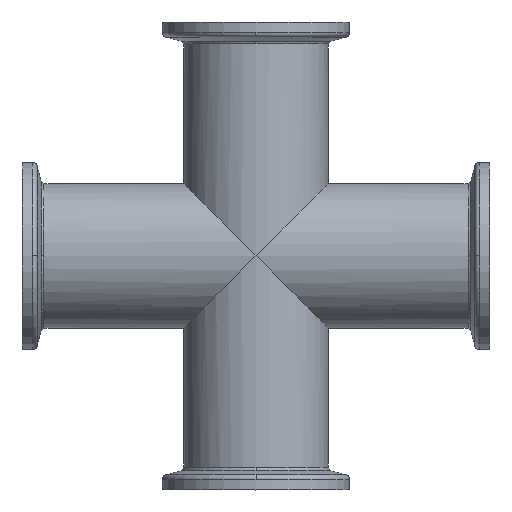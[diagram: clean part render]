
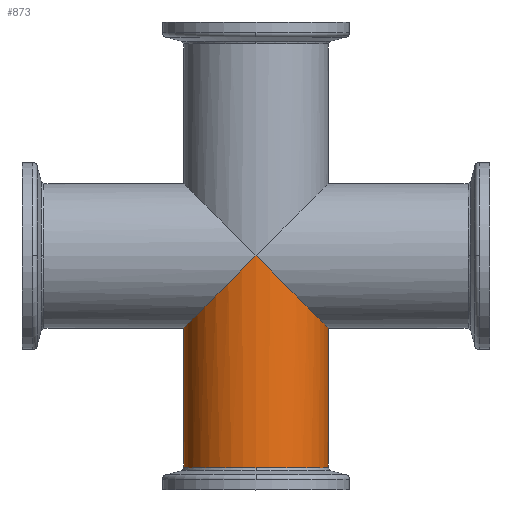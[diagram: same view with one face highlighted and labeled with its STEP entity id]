
A CAD part, top view. The second image highlights one B-rep face of the part: STEP entity #873.
In plain terms, the highlighted cylindrical face has radius 15.5 mm (diameter 31 mm), a partial arc.
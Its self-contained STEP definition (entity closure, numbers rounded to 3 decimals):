
#438=CARTESIAN_POINT('',(0.,0.,15.5));
#439=VERTEX_POINT('',#438);
#447=CARTESIAN_POINT('',(15.5,-15.5,0.));
#448=VERTEX_POINT('',#447);
#449=CARTESIAN_POINT('',(0.0,0.0,0.0));
#450=DIRECTION('',(0.707,0.707,0.0));
#451=DIRECTION('',(0.707,-0.707,0.0));
#452=AXIS2_PLACEMENT_3D('',#449,#450,#451);
#453=ELLIPSE('',#452,21.92,15.5);
#454=EDGE_CURVE('',#439,#448,#453,.T.);
#824=CARTESIAN_POINT('',(0.,-22.897,0.0));
#825=DIRECTION('',(0.,-1.0,0.0));
#826=DIRECTION('',(1.0,0.0,0.0));
#827=AXIS2_PLACEMENT_3D('',#824,#825,#826);
#828=CYLINDRICAL_SURFACE('',#827,15.5);
#829=CARTESIAN_POINT('',(15.5,-45.334,0.0));
#830=VERTEX_POINT('',#829);
#831=CARTESIAN_POINT('',(15.5,-15.5,0.));
#832=DIRECTION('',(0.0,-1.0,0.0));
#833=VECTOR('',#832,29.834);
#834=LINE('',#831,#833);
#835=EDGE_CURVE('',#448,#830,#834,.T.);
#836=ORIENTED_EDGE('',*,*,#835,.F.);
#837=ORIENTED_EDGE('',*,*,#454,.F.);
#838=CARTESIAN_POINT('',(-15.5,-15.5,0.));
#839=VERTEX_POINT('',#838);
#840=CARTESIAN_POINT('',(0.0,0.0,0.0));
#841=DIRECTION('',(0.707,-0.707,0.0));
#842=DIRECTION('',(-0.707,-0.707,0.0));
#843=AXIS2_PLACEMENT_3D('',#840,#841,#842);
#844=ELLIPSE('',#843,21.92,15.5);
#845=EDGE_CURVE('',#439,#839,#844,.T.);
#846=ORIENTED_EDGE('',*,*,#845,.T.);
#847=CARTESIAN_POINT('',(-15.5,-45.334,0.));
#848=VERTEX_POINT('',#847);
#849=CARTESIAN_POINT('',(-15.5,-45.334,0.));
#850=DIRECTION('',(0.0,1.0,0.0));
#851=VECTOR('',#850,29.834);
#852=LINE('',#849,#851);
#853=EDGE_CURVE('',#848,#839,#852,.T.);
#854=ORIENTED_EDGE('',*,*,#853,.F.);
#855=CARTESIAN_POINT('',(0.,-45.334,15.5));
#856=VERTEX_POINT('',#855);
#857=CARTESIAN_POINT('',(0.,-45.334,0.0));
#858=DIRECTION('',(0.0,-1.0,0.0));
#859=DIRECTION('',(-1.0,0.0,0.0));
#860=AXIS2_PLACEMENT_3D('',#857,#858,#859);
#861=CIRCLE('',#860,15.5);
#862=EDGE_CURVE('',#856,#848,#861,.T.);
#863=ORIENTED_EDGE('',*,*,#862,.F.);
#864=CARTESIAN_POINT('',(0.,-45.334,0.0));
#865=DIRECTION('',(0.0,-1.0,0.0));
#866=DIRECTION('',(-1.0,0.0,0.0));
#867=AXIS2_PLACEMENT_3D('',#864,#865,#866);
#868=CIRCLE('',#867,15.5);
#869=EDGE_CURVE('',#830,#856,#868,.T.);
#870=ORIENTED_EDGE('',*,*,#869,.F.);
#871=EDGE_LOOP('',(#836,#837,#846,#854,#863,#870));
#872=FACE_OUTER_BOUND('',#871,.T.);
#873=ADVANCED_FACE('',(#872),#828,.T.);
